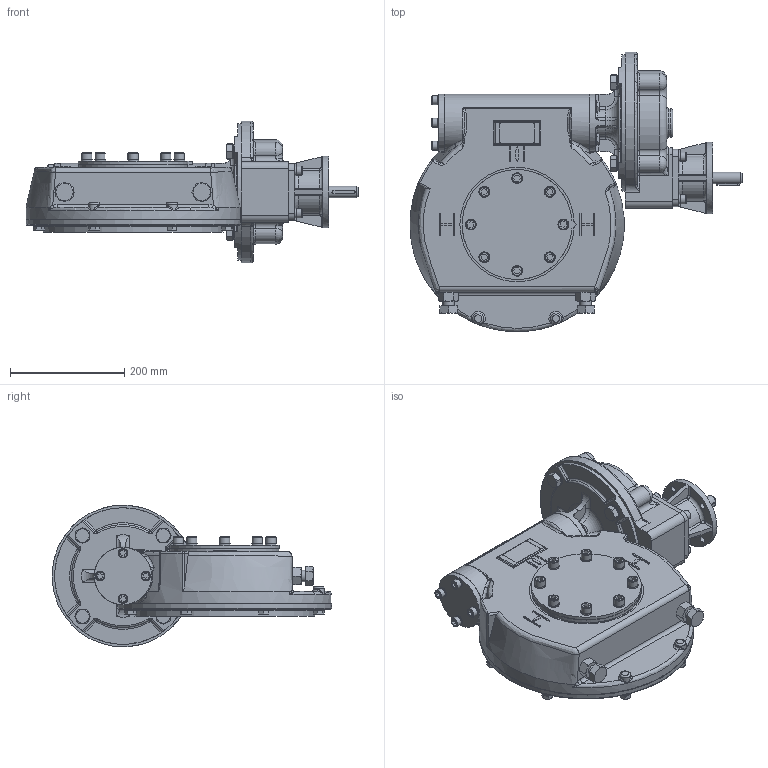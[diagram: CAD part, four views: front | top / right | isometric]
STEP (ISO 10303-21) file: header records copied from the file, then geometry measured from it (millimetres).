
FILE_DESCRIPTION(/* description */ ('Unknown'),/* implementation_level */ '2;1');
FILE_NAME(/* name */ 'PUB-IW63FBIRL-F10-F25',/* time_stamp */ '2016-07-08T12:26:42+01:00',/* author */ ('Unknown'),/* organization */ ('Unknown'),/* preprocessor_version */ 'ST-DEVELOPER v16',/* originating_system */ 'DEX',/* authorisation */ $);
FILE_SCHEMA (('AUTOMOTIVE_DESIGN {1 0 10303 214 3 1 1}'));
Products named in the file (1): PUB-IW63FBIRL-F10-F25
Bounding box: 580.78 x 488.66 x 247.79 mm (x, y, z)
Surface area: 801246.3 mm2 (no closed solid volume)
Topology: 0 solids, 96 shells, 1152 faces, 3453 edges, 2404 vertices
Faces by surface type: plane 519, cylinder 247, cone 167, bspline 118, torus 83, sphere 18
Full cylindrical faces by diameter (mm): 10.5 x4, 11 x8, 13.835 x11, 16 x8, 16.6 x16, 18 x8, 19 x10, 20 x3, 21 x4, 30 x1, 50 x1, 70.05 x1, 100 x2, 125 x1, 130 x1, 190 x1, 200.25 x1, 238.9 x1
Entity records: 61449 total; most frequent: CARTESIAN_POINT 29534, ORIENTED_EDGE 5453, DIRECTION 5228, EDGE_CURVE 3227, VERTEX_POINT 2359, AXIS2_PLACEMENT_3D 1982, FACE_BOUND 1511, EDGE_LOOP 1503
